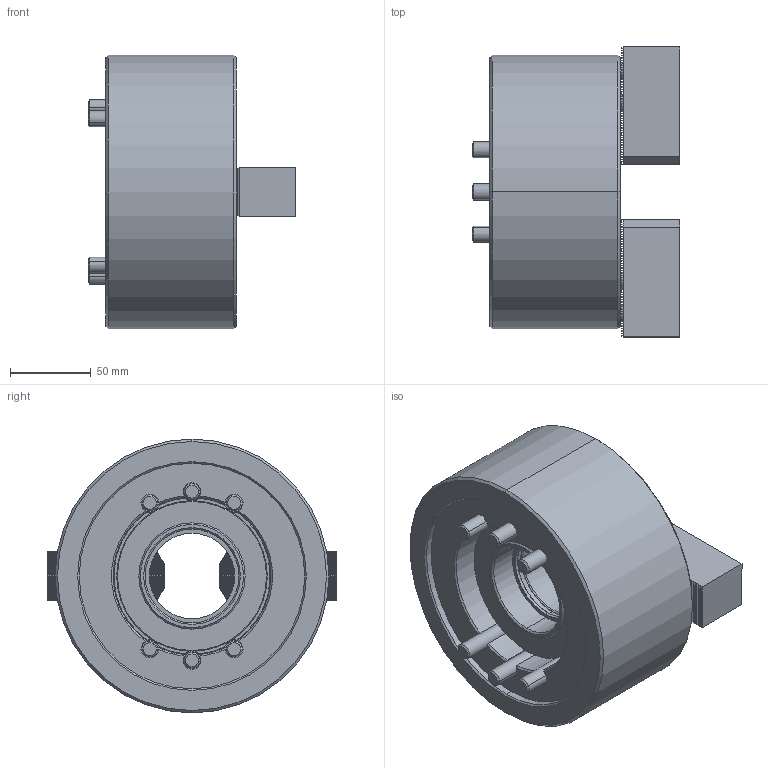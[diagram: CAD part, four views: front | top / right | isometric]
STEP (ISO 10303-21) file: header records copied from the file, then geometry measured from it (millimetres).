
FILE_DESCRIPTION (( 'STEP AP203' ), '1' );
FILE_NAME ('CF-2H-206.STEP', '2019-04-18T01:26:00', ( 'temp' ), ( '' ), 'SwSTEP 2.0', 'SolidWorks 2016', '' );
FILE_SCHEMA (( 'CONFIG_CONTROL_DESIGN' ));
Length unit declared in the file: millimetre
Products named in the file (8): CF-2H-206-01000; CF-2H-206-03000; 圓頭內六角螺栓_M10x80; 半圓頭六角孔螺栓_M5x10; 圓頭內六角螺栓_M10x25; CF-2H-206-02000; CF-SJ-06; CF-2H-206
Assembly tree (19 placements, depth 2):
  CF-2H-206
    CF-2H-206-01000
    CF-2H-206-03000
    圓頭內六角螺栓_M10x80  x6
    半圓頭六角孔螺栓_M5x10  x4
    圓頭內六角螺栓_M10x25  x4
    CF-2H-206-02000
    CF-SJ-06  x2
Bounding box: 129 x 180 x 170 mm (x, y, z)
Volume: 1639034.7 mm3; surface area: 225673.7 mm2
Topology: 19 solids, 19 shells, 1061 faces, 2830 edges, 1817 vertices
Faces by surface type: plane 638, cylinder 293, cone 114, torus 16
Entity records: 18098 total; most frequent: CARTESIAN_POINT 4052, ORIENTED_EDGE 2814, DIRECTION 2600, EDGE_CURVE 1407, VERTEX_POINT 920, AXIS2_PLACEMENT_3D 896, LINE 808, VECTOR 808
